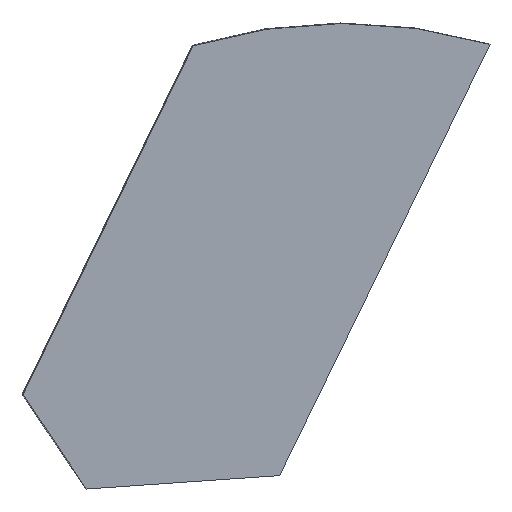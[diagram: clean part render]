
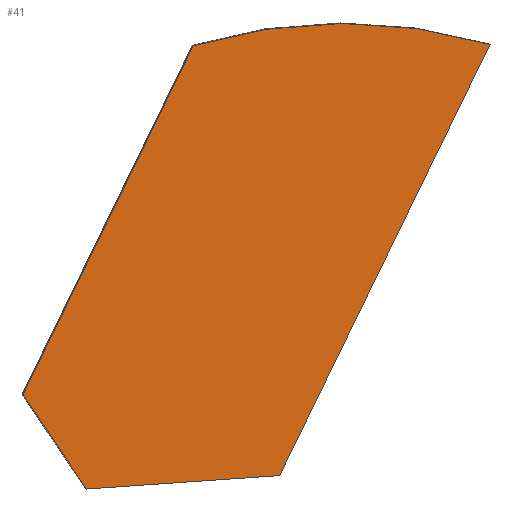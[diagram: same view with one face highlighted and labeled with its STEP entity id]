
A CAD part, top view. The second image highlights one B-rep face of the part: STEP entity #41.
In plain terms, the highlighted planar face has unit normal (0.125, -0.061, 0.99).
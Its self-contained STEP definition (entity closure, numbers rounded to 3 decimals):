
#37=CIRCLE('',#183,31.);
#41=ADVANCED_FACE('',(#54),#48,.T.);
#48=PLANE('',#184);
#54=FACE_OUTER_BOUND('',#61,.T.);
#61=EDGE_LOOP('',(#78,#79,#80,#81,#82));
#78=ORIENTED_EDGE('',*,*,#111,.T.);
#79=ORIENTED_EDGE('',*,*,#116,.T.);
#80=ORIENTED_EDGE('',*,*,#105,.T.);
#81=ORIENTED_EDGE('',*,*,#117,.T.);
#82=ORIENTED_EDGE('',*,*,#118,.T.);
#95=VERTEX_POINT('',#235);
#96=VERTEX_POINT('',#236);
#101=VERTEX_POINT('',#247);
#102=VERTEX_POINT('',#249);
#104=VERTEX_POINT('',#259);
#105=EDGE_CURVE('',#95,#96,#120,.T.);
#111=EDGE_CURVE('',#102,#101,#126,.T.);
#116=EDGE_CURVE('',#101,#95,#130,.T.);
#117=EDGE_CURVE('',#96,#104,#131,.T.);
#118=EDGE_CURVE('',#104,#102,#37,.T.);
#120=LINE('',#234,#133);
#126=LINE('',#248,#139);
#130=LINE('',#257,#143);
#131=LINE('',#258,#144);
#133=VECTOR('',#196,1.);
#139=VECTOR('',#204,1.);
#143=VECTOR('',#214,1.);
#144=VECTOR('',#215,1.);
#183=AXIS2_PLACEMENT_3D('',#260,#216,#217);
#184=AXIS2_PLACEMENT_3D('',#261,#218,#219);
#196=DIRECTION('',(0.99,0.069,-0.121));
#204=DIRECTION('',(-0.438,-0.899,0.));
#214=DIRECTION('',(0.555,-0.823,-0.121));
#215=DIRECTION('',(0.438,0.899,0.));
#216=DIRECTION('',(0.125,-0.061,0.99));
#217=DIRECTION('',(0.438,0.899,0.));
#218=DIRECTION('',(0.125,-0.061,0.99));
#219=DIRECTION('',(0.89,-0.434,-0.139));
#234=CARTESIAN_POINT('',(-0.514,4.759,-0.316));
#235=CARTESIAN_POINT('',(-15.127,3.737,1.466));
#236=CARTESIAN_POINT('',(-3.792,4.53,0.084));
#247=CARTESIAN_POINT('',(-18.855,9.264,2.278));
#248=CARTESIAN_POINT('',(-8.859,29.759,2.278));
#249=CARTESIAN_POINT('',(-8.859,29.759,2.278));
#257=CARTESIAN_POINT('',(-8.747,-5.722,0.078));
#258=CARTESIAN_POINT('',(-4.743,2.58,0.084));
#259=CARTESIAN_POINT('',(8.556,29.848,0.084));
#260=CARTESIAN_POINT('',(-0.23,0.128,-0.638));
#261=CARTESIAN_POINT('',(-0.23,0.128,-0.638));
